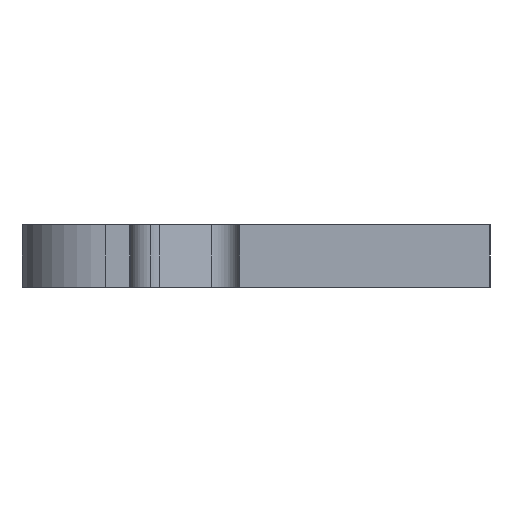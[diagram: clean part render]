
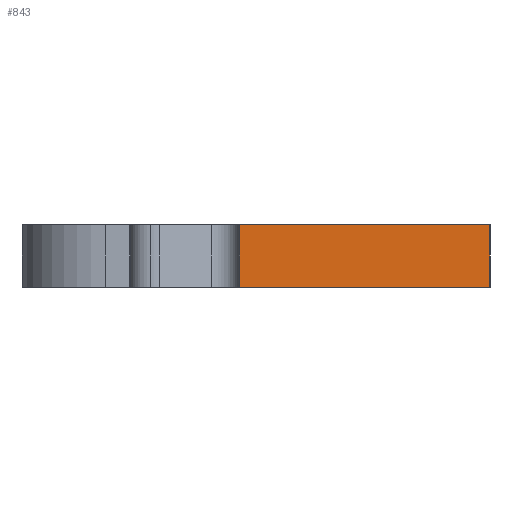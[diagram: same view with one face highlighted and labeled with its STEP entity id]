
A CAD part, left-side view. The second image highlights one B-rep face of the part: STEP entity #843.
In plain terms, the highlighted planar face has unit normal (-1, 0, 0).
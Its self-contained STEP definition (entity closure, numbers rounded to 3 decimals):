
#8 = VECTOR ( 'NONE', #122, 1000. ) ;
#9 = VECTOR ( 'NONE', #275, 1000. ) ;
#18 = CARTESIAN_POINT ( 'NONE',  ( 0., 6., 3. ) ) ;
#30 = CARTESIAN_POINT ( 'NONE',  ( 0., 0., 1.5 ) ) ;
#46 = LINE ( 'NONE', #160, #9 ) ;
#84 = FACE_OUTER_BOUND ( 'NONE', #730, .T. ) ;
#88 = DIRECTION ( 'NONE',  ( 0., -1., 0. ) ) ;
#103 = CARTESIAN_POINT ( 'NONE',  ( 0., 0., 0. ) ) ;
#114 = CARTESIAN_POINT ( 'NONE',  ( 0., 6., 0. ) ) ;
#115 = CARTESIAN_POINT ( 'NONE',  ( 0., 6., 1.5 ) ) ;
#118 = LINE ( 'NONE', #186, #648 ) ;
#122 = DIRECTION ( 'NONE',  ( 0., 0., -1. ) ) ;
#128 = ORIENTED_EDGE ( 'NONE', *, *, #418, .T. ) ;
#131 = ORIENTED_EDGE ( 'NONE', *, *, #422, .T. ) ;
#138 = ORIENTED_EDGE ( 'NONE', *, *, #420, .F. ) ;
#139 = ORIENTED_EDGE ( 'NONE', *, *, #421, .F. ) ;
#141 = LINE ( 'NONE', #194, #8 ) ;
#160 = CARTESIAN_POINT ( 'NONE',  ( 0., 0., 3. ) ) ;
#177 = CARTESIAN_POINT ( 'NONE',  ( 0., 0., 1.5 ) ) ;
#185 = DIRECTION ( 'NONE',  ( 0., -1., 0. ) ) ;
#186 = CARTESIAN_POINT ( 'NONE',  ( 0., 6., 0. ) ) ;
#194 = CARTESIAN_POINT ( 'NONE',  ( 0., 6., 3. ) ) ;
#225 = PLANE ( 'NONE',  #664 ) ;
#242 = LINE ( 'NONE', #177, #646 ) ;
#275 = DIRECTION ( 'NONE',  ( 0., 0., -1. ) ) ;
#392 = DIRECTION ( 'NONE',  ( 0., 0., -1. ) ) ;
#393 = DIRECTION ( 'NONE',  ( 1., 0., 0. ) ) ;
#418 = EDGE_CURVE ( 'NONE', #765, #770, #118, .T. ) ;
#420 = EDGE_CURVE ( 'NONE', #768, #766, #242, .T. ) ;
#421 = EDGE_CURVE ( 'NONE', #766, #770, #46, .T. ) ;
#422 = EDGE_CURVE ( 'NONE', #768, #765, #141, .T. ) ;
#646 = VECTOR ( 'NONE', #88, 1000. ) ;
#648 = VECTOR ( 'NONE', #185, 1000. ) ;
#664 = AXIS2_PLACEMENT_3D ( 'NONE', #18, #393, #392 ) ;
#730 = EDGE_LOOP ( 'NONE', ( #139, #138, #131, #128 ) ) ;
#765 = VERTEX_POINT ( 'NONE', #114 ) ;
#766 = VERTEX_POINT ( 'NONE', #30 ) ;
#768 = VERTEX_POINT ( 'NONE', #115 ) ;
#770 = VERTEX_POINT ( 'NONE', #103 ) ;
#843 = ADVANCED_FACE ( 'NONE', ( #84 ), #225, .F. ) ;
